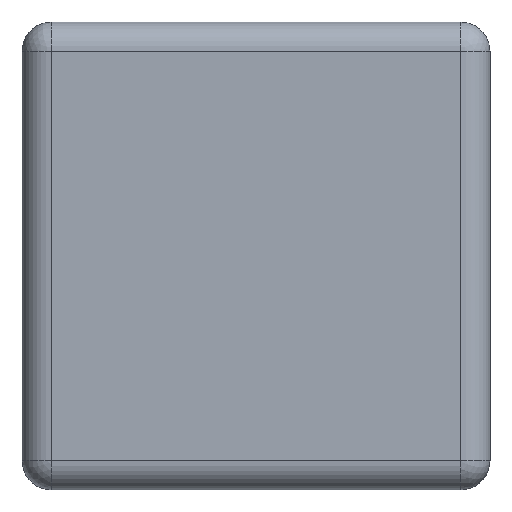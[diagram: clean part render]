
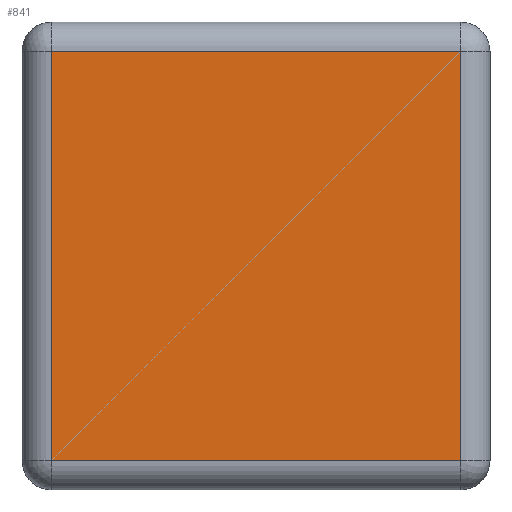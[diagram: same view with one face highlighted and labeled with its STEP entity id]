
A CAD part, left-side view. The second image highlights one B-rep face of the part: STEP entity #841.
In plain terms, the highlighted planar face has unit normal (-1, 0, 0).
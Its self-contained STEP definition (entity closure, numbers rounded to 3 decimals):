
#34=PLANE('',#947);
#74=FACE_OUTER_BOUND('',#134,.T.);
#134=EDGE_LOOP('',(#634,#635,#636,#637));
#183=LINE('',#1397,#247);
#190=LINE('',#1415,#254);
#201=LINE('',#1431,#265);
#203=LINE('',#1434,#267);
#247=VECTOR('',#1106,10.);
#254=VECTOR('',#1129,10.);
#265=VECTOR('',#1150,10.);
#267=VECTOR('',#1154,10.);
#372=VERTEX_POINT('',#1350);
#377=VERTEX_POINT('',#1362);
#379=VERTEX_POINT('',#1368);
#388=VERTEX_POINT('',#1389);
#460=EDGE_CURVE('',#388,#377,#183,.T.);
#470=EDGE_CURVE('',#379,#388,#190,.T.);
#481=EDGE_CURVE('',#372,#379,#201,.T.);
#483=EDGE_CURVE('',#377,#372,#203,.T.);
#634=ORIENTED_EDGE('',*,*,#460,.F.);
#635=ORIENTED_EDGE('',*,*,#470,.F.);
#636=ORIENTED_EDGE('',*,*,#481,.F.);
#637=ORIENTED_EDGE('',*,*,#483,.F.);
#841=ADVANCED_FACE('',(#74),#34,.T.);
#947=AXIS2_PLACEMENT_3D('',#1438,#1159,#1160);
#1106=DIRECTION('',(0.,1.,0.));
#1129=DIRECTION('',(0.,0.,-1.));
#1150=DIRECTION('',(0.,-1.,0.));
#1154=DIRECTION('',(0.,0.,1.));
#1159=DIRECTION('center_axis',(-1.,0.,0.));
#1160=DIRECTION('ref_axis',(0.,-1.,0.));
#1350=CARTESIAN_POINT('',(-0.875,0.415,0.89));
#1362=CARTESIAN_POINT('',(-0.875,0.415,0.06));
#1368=CARTESIAN_POINT('',(-0.875,-0.415,0.89));
#1389=CARTESIAN_POINT('',(-0.875,-0.415,0.06));
#1397=CARTESIAN_POINT('',(-0.875,0.238,0.06));
#1415=CARTESIAN_POINT('',(-0.875,-0.415,0.));
#1431=CARTESIAN_POINT('',(-0.875,0.238,0.89));
#1434=CARTESIAN_POINT('',(-0.875,0.415,0.));
#1438=CARTESIAN_POINT('Origin',(-0.875,0.475,0.));
